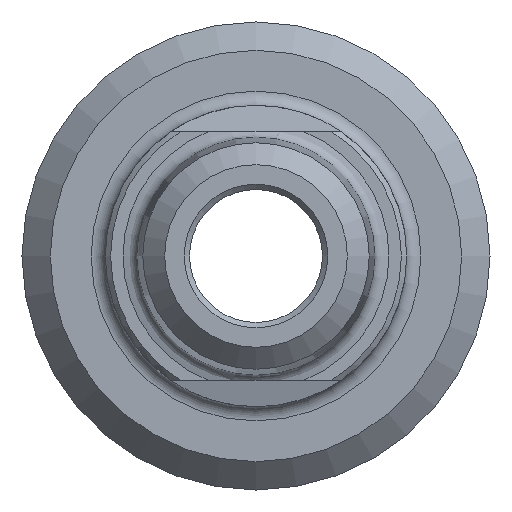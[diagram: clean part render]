
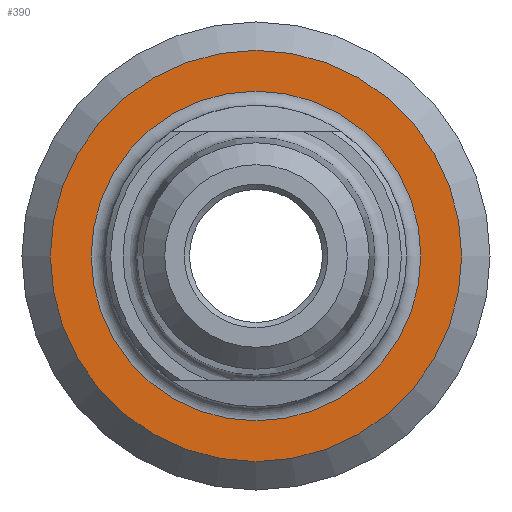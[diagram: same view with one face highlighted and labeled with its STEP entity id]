
A CAD part, left-side view. The second image highlights one B-rep face of the part: STEP entity #390.
In plain terms, the highlighted planar face has unit normal (-1, 0, 0).
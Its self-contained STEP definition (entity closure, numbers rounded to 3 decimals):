
#17=FACE_BOUND('',#110,.T.);
#51=CIRCLE('',#457,9.3);
#52=CIRCLE('',#459,11.6);
#85=FACE_OUTER_BOUND('',#109,.T.);
#109=EDGE_LOOP('',(#345));
#110=EDGE_LOOP('',(#346));
#186=VERTEX_POINT('',#719);
#187=VERTEX_POINT('',#723);
#240=EDGE_CURVE('',#186,#186,#51,.T.);
#241=EDGE_CURVE('',#187,#187,#52,.T.);
#345=ORIENTED_EDGE('',*,*,#241,.F.);
#346=ORIENTED_EDGE('',*,*,#240,.F.);
#371=PLANE('',#458);
#390=ADVANCED_FACE('',(#85,#17),#371,.T.);
#457=AXIS2_PLACEMENT_3D('',#721,#571,#572);
#458=AXIS2_PLACEMENT_3D('',#722,#573,#574);
#459=AXIS2_PLACEMENT_3D('',#724,#575,#576);
#571=DIRECTION('center_axis',(-1.,0.,0.));
#572=DIRECTION('ref_axis',(0.,-1.,0.));
#573=DIRECTION('center_axis',(-1.,0.,0.));
#574=DIRECTION('ref_axis',(0.,0.,1.));
#575=DIRECTION('center_axis',(1.,0.,0.));
#576=DIRECTION('ref_axis',(0.,-1.,0.));
#719=CARTESIAN_POINT('',(-9.5,0.,9.3));
#721=CARTESIAN_POINT('Origin',(-9.5,0.,0.));
#722=CARTESIAN_POINT('Origin',(-9.5,13.2,0.));
#723=CARTESIAN_POINT('',(-9.5,11.6,0.));
#724=CARTESIAN_POINT('Origin',(-9.5,0.,0.));
